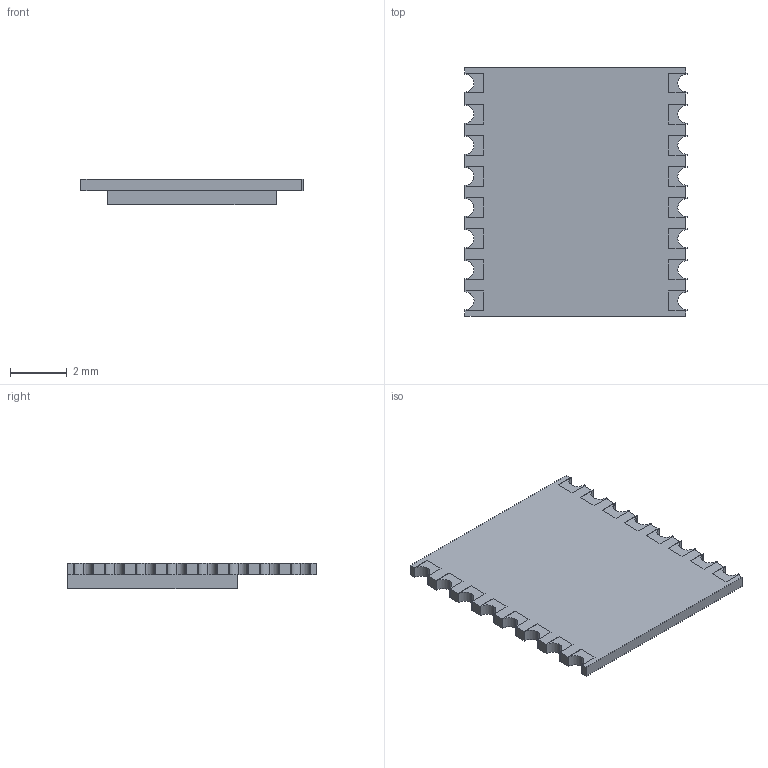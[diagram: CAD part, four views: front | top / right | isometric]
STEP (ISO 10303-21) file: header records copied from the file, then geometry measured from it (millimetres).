
FILE_DESCRIPTION(('FreeCAD Model'),'2;1');
FILE_NAME( 'BC832.step' ,'2019-09-13T14:26:01',('Author'),(''), 'Open CASCADE STEP processor 7.3','FreeCAD','Unknown');
FILE_SCHEMA(('AUTOMOTIVE_DESIGN { 1 0 10303 214 1 1 1 1 }'));
Length unit declared in the file: millimetre
Products named in the file (1): Pad
Bounding box: 7.85 x 8.8 x 0.9 mm (x, y, z)
Volume: 44.5 mm3; surface area: 168.6 mm2
Topology: 1 solids, 1 shells, 155 faces, 425 edges, 272 vertices
Faces by surface type: plane 131, cylinder 24
Entity records: 11431 total; most frequent: CARTESIAN_POINT 2143, DIRECTION 1435, LINE 1027, VECTOR 1027, ORIENTED_EDGE 850, PCURVE 850, DEFINITIONAL_REPRESENTATION 850, EDGE_CURVE 425
